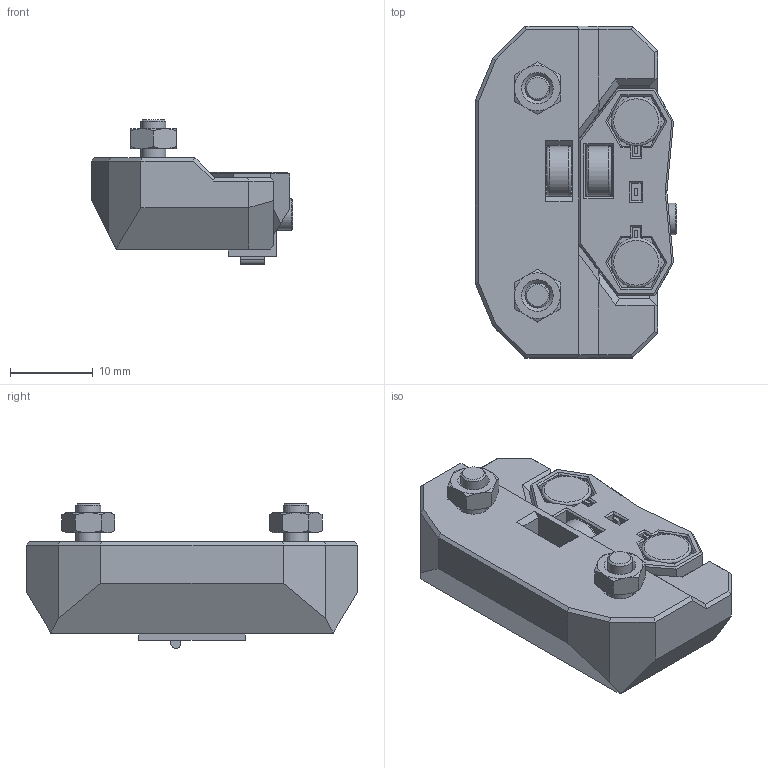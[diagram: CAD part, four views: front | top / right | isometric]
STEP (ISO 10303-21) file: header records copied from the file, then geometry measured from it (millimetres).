
FILE_DESCRIPTION(/* description */ (''),/* implementation_level */ '2;1');
FILE_NAME(/* name */ 'Mini-Klicky.step',/* time_stamp */ '2024-03-16T19:21:48Z',/* author */ (''),/* organization */ (''),/* preprocessor_version */ 'ST-DEVELOPER v20',/* originating_system */ 'Autodesk Translation Framework v12.20.1.177',/* authorisation */ '');
FILE_SCHEMA (('AUTOMOTIVE_DESIGN { 1 0 10303 214 3 1 1 }'));
Length unit declared in the file: millimetre
Products named in the file (13): Mini-Klicky; Mini Klicky Probe; mini_klicky; Hardware (1); Omron D2F Microswitch v1; 6x3 Magnet (1); M2x8 SHCS; Mini Klicky Dock; mini_klicky_dock; Hardware; M3x8 BHCS ; M3 Hexnut; 6x3 Magnet
Assembly tree (16 placements, depth 4):
  Mini-Klicky
    Mini Klicky Probe
      mini_klicky
      Hardware (1)
        6x3 Magnet (1)  x3
        Omron D2F Microswitch v1
        M2x8 SHCS
    Mini Klicky Dock
      mini_klicky_dock
      Hardware
        M3x8 BHCS   x2
        M3 Hexnut  x2
        6x3 Magnet
Bounding box: 24.3 x 40 x 17.45 mm (x, y, z)
Volume: 7414.6 mm3; surface area: 5659 mm2
Topology: 13 solids, 13 shells, 386 faces, 885 edges, 536 vertices
Faces by surface type: plane 292, cone 57, cylinder 26, torus 8, sphere 2, bspline 1
Full cylindrical faces by diameter (mm): 2 x3, 3 x4, 3.3 x2, 3.8 x1, 5.7 x2, 6 x4, 6.6 x2
Entity records: 9763 total; most frequent: CARTESIAN_POINT 1742, ORIENTED_EDGE 1576, DIRECTION 1576, EDGE_CURVE 788, LINE 642, VECTOR 642, VERTEX_POINT 481, AXIS2_PLACEMENT_3D 467
